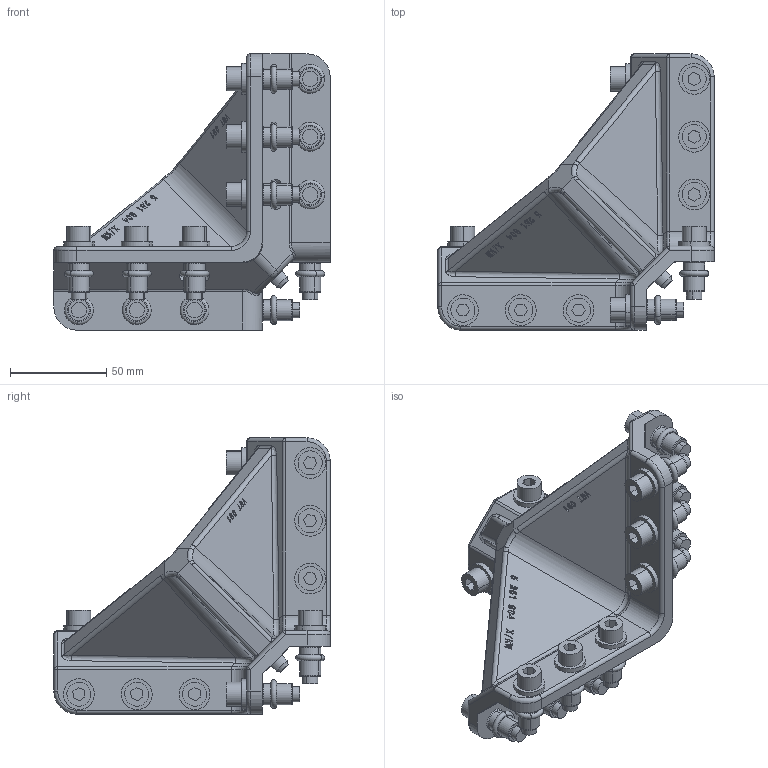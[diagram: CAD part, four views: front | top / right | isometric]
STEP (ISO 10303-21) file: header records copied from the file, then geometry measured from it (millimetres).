
FILE_DESCRIPTION(('CATIA V5 STEP'),'2;1');
FILE_NAME('AVGT091.stp','2018-07-30T00:40:43+00:00',('none'),('none'),'CATIA Version 5 Release 21 GA (IN-10)','CATIA V5 STEP AP214','none');
FILE_SCHEMA(('AUTOMOTIVE_DESIGN { 1 0 10303 214 1 1 1 1 }'));
Length unit declared in the file: millimetre
Products named in the file (1): AVGT091
Bounding box: 143.36 x 143.36 x 143.36 mm (x, y, z)
Volume: 362566.7 mm3; surface area: 104485.1 mm2
Topology: 1 solids, 19 shells, 1352 faces, 3262 edges, 2095 vertices
Faces by surface type: plane 770, cylinder 375, cone 114, torus 45, bspline 41, sphere 7
Entity records: 43952 total; most frequent: CARTESIAN_POINT 9906, ORIENTED_EDGE 6510, DIRECTION 4747, EDGE_CURVE 3255, VERTEX_POINT 2095, AXIS2_PLACEMENT_3D 1929, VECTOR 1829, LINE 1829
